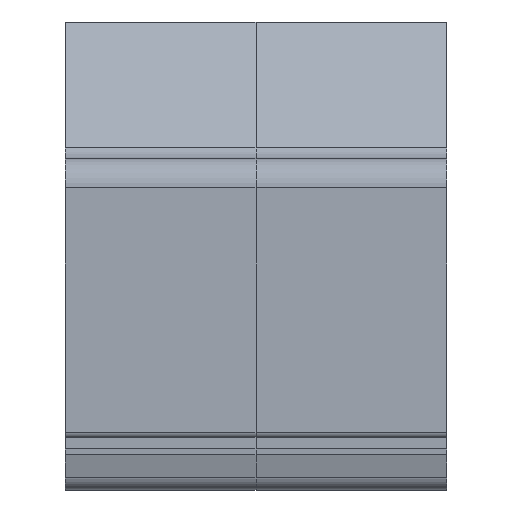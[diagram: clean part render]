
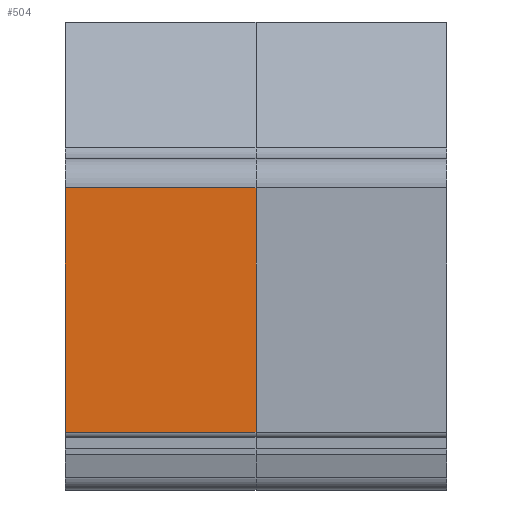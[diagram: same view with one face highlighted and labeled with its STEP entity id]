
A CAD part, front view. The second image highlights one B-rep face of the part: STEP entity #504.
In plain terms, the highlighted planar face has unit normal (0, -1, 0).
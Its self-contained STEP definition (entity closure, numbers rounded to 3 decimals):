
#446=CARTESIAN_POINT('',(325.,-755.0,30.5));
#447=VERTEX_POINT('',#446);
#455=CARTESIAN_POINT('',(0.0,-755.0,30.5));
#456=VERTEX_POINT('',#455);
#457=CARTESIAN_POINT('',(0.0,-755.0,30.5));
#458=DIRECTION('',(1.0,0.0,0.0));
#459=VECTOR('',#458,325.);
#460=LINE('',#457,#459);
#461=EDGE_CURVE('',#456,#447,#460,.T.);
#474=CARTESIAN_POINT('',(0.0,-755.0,30.5));
#475=DIRECTION('',(0.0,-1.0,0.0));
#476=DIRECTION('',(0.0,0.0,-1.0));
#477=AXIS2_PLACEMENT_3D('',#474,#475,#476);
#478=PLANE('',#477);
#479=CARTESIAN_POINT('',(325.,-755.0,447.5));
#480=VERTEX_POINT('',#479);
#481=CARTESIAN_POINT('',(325.,-755.0,30.5));
#482=DIRECTION('',(0.0,0.0,1.0));
#483=VECTOR('',#482,417.0);
#484=LINE('',#481,#483);
#485=EDGE_CURVE('',#447,#480,#484,.T.);
#486=ORIENTED_EDGE('',*,*,#485,.T.);
#487=CARTESIAN_POINT('',(0.0,-755.0,447.5));
#488=VERTEX_POINT('',#487);
#489=CARTESIAN_POINT('',(0.0,-755.0,447.5));
#490=DIRECTION('',(1.0,0.0,0.0));
#491=VECTOR('',#490,325.);
#492=LINE('',#489,#491);
#493=EDGE_CURVE('',#488,#480,#492,.T.);
#494=ORIENTED_EDGE('',*,*,#493,.F.);
#495=CARTESIAN_POINT('',(0.0,-755.0,30.5));
#496=DIRECTION('',(0.0,0.0,1.0));
#497=VECTOR('',#496,417.0);
#498=LINE('',#495,#497);
#499=EDGE_CURVE('',#456,#488,#498,.T.);
#500=ORIENTED_EDGE('',*,*,#499,.F.);
#501=ORIENTED_EDGE('',*,*,#461,.T.);
#502=EDGE_LOOP('',(#486,#494,#500,#501));
#503=FACE_OUTER_BOUND('',#502,.T.);
#504=ADVANCED_FACE('',(#503),#478,.T.);
